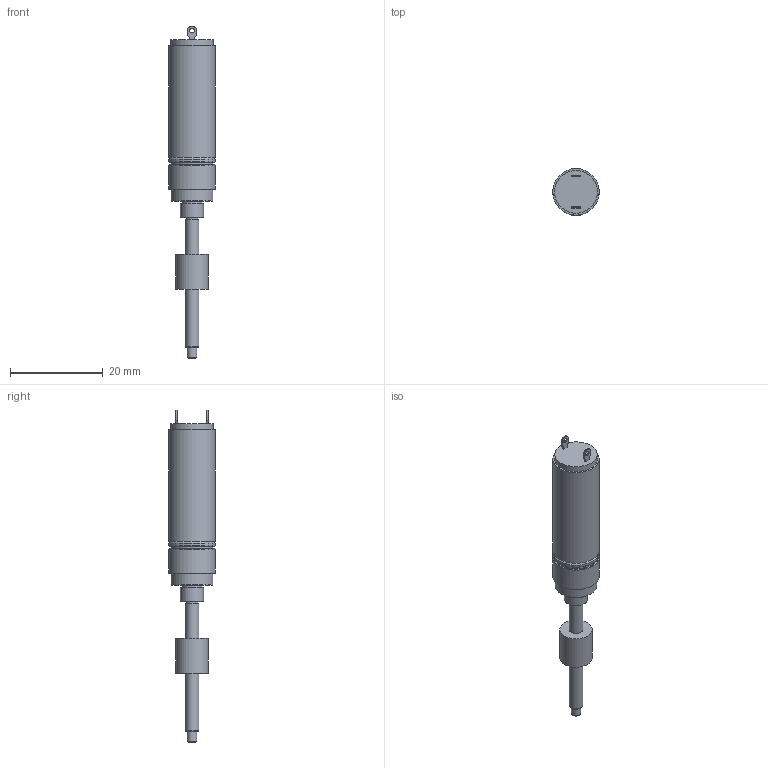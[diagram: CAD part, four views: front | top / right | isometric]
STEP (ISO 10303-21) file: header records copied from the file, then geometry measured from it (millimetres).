
FILE_DESCRIPTION(/* description */ (''),/* implementation_level */ '2;1');
FILE_NAME(/* name */ 'model_product_id267.stp',/* time_stamp */ '2019-05-16T10:28:15+02:00',/* author */ ('SD'),/* organization */ ('Micromotion GmbH Germany'),/* preprocessor_version */ 'ST-DEVELOPER v17.2',/* originating_system */ 'Autodesk Inventor 2019',/* authorisation */ '');
FILE_SCHEMA (('AUTOMOTIVE_DESIGN { 1 0 10303 214 3 1 1 }'));
Length unit declared in the file: millimetre
Products named in the file (1): model_product_id267
Bounding box: 10 x 10 x 71.45 mm (x, y, z)
Volume: 3169.6 mm3; surface area: 1794 mm2
Topology: 1 solids, 1 shells, 58 faces, 141 edges, 100 vertices
Faces by surface type: plane 23, cylinder 22, cone 9, torus 4
Full cylindrical faces by diameter (mm): 1 x2, 2 x1, 2.7 x1, 3 x2, 4.5 x1, 5 x2, 7 x1, 9 x1, 9.1 x1, 9.2 x1, 10 x3
Entity records: 1942 total; most frequent: DIRECTION 351, CARTESIAN_POINT 300, ORIENTED_EDGE 282, AXIS2_PLACEMENT_3D 151, EDGE_CURVE 141, VERTEX_POINT 100, CIRCLE 92, EDGE_LOOP 77
